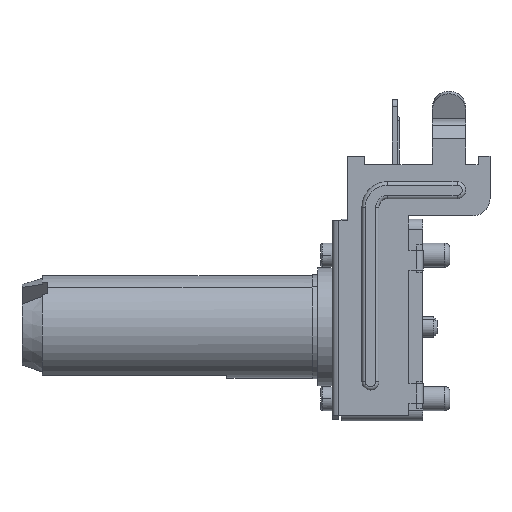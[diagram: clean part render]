
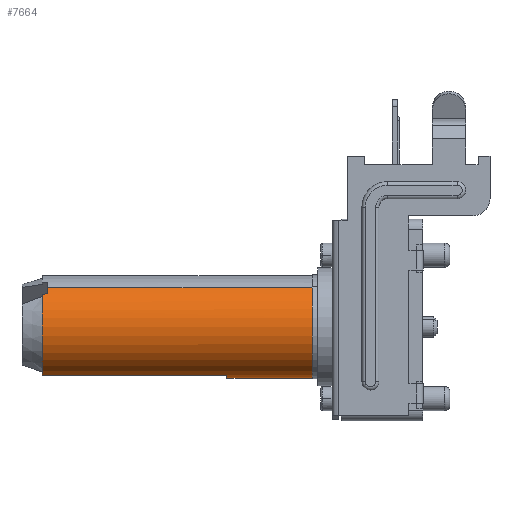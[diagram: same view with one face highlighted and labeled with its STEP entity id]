
A CAD part, left-side view. The second image highlights one B-rep face of the part: STEP entity #7664.
In plain terms, the highlighted cylindrical face has radius 3 mm (diameter 6 mm), a partial arc.
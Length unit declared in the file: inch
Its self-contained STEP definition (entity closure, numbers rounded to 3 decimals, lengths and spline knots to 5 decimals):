
#2109=CARTESIAN_POINT('',(0.,0.06693,0.));
#2110=DIRECTION('',(0.,1.,0.));
#2111=DIRECTION('',(0.643,0.,-0.766));
#2112=AXIS2_PLACEMENT_3D('',#2109,#2110,#2111);
#2119=DIRECTION('',(0.,-1.,0.));
#2120=VECTOR('',#2119,0.61024);
#2121=CARTESIAN_POINT('',(-0.07592,0.67717,
0.09048));
#2122=LINE('',#2121,#2120);
#2123=DIRECTION('',(0.,1.,0.));
#2124=VECTOR('',#2123,0.4252);
#2125=CARTESIAN_POINT('',(-0.0404,0.26378,
-0.11099));
#2126=LINE('',#2125,#2124);
#2127=CARTESIAN_POINT('',(0.,0.67717,0.));
#2128=DIRECTION('',(0.,-1.,0.));
#2129=DIRECTION('',(-0.643,0.,0.766));
#2130=AXIS2_PLACEMENT_3D('',#2127,#2128,#2129);
#2145=CARTESIAN_POINT('',(-0.08994,0.67717,
0.07656));
#2146=CARTESIAN_POINT('',(-0.09037,0.6811,
0.07605));
#2147=CARTESIAN_POINT('',(-0.0908,0.68504,
0.07554));
#2148=CARTESIAN_POINT('',(-0.09122,0.68898,
0.07503));
#2174=CARTESIAN_POINT('',(0.,0.68898,0.));
#2175=DIRECTION('',(0.,-1.,0.));
#2176=DIRECTION('',(-0.772,0.,0.635));
#2177=AXIS2_PLACEMENT_3D('',#2174,#2175,#2176);
#2255=DIRECTION('',(0.,-1.,0.));
#2256=VECTOR('',#2255,0.19685);
#2257=CARTESIAN_POINT('',(0.07592,0.26378,
-0.09048));
#2258=LINE('',#2257,#2256);
#2299=CARTESIAN_POINT('',(0.,0.26378,0.));
#2300=DIRECTION('',(0.,-1.,0.));
#2301=DIRECTION('',(-0.342,0.,-0.94));
#2302=AXIS2_PLACEMENT_3D('',#2299,#2300,#2301);
#4697=CARTESIAN_POINT('',(0.07592,0.06693,
-0.09048));
#4698=CARTESIAN_POINT('',(-0.07592,0.06693,
0.09048));
#4699=VERTEX_POINT('',#4697);
#4700=VERTEX_POINT('',#4698);
#4713=CARTESIAN_POINT('',(-0.07592,0.67717,
0.09048));
#4714=CARTESIAN_POINT('',(-0.08994,0.67717,
0.07656));
#4715=VERTEX_POINT('',#4713);
#4716=VERTEX_POINT('',#4714);
#4717=CARTESIAN_POINT('',(0.07592,0.26378,
-0.09048));
#4718=VERTEX_POINT('',#4717);
#4719=CARTESIAN_POINT('',(-0.0404,0.26378,
-0.11099));
#4720=VERTEX_POINT('',#4719);
#4721=CARTESIAN_POINT('',(-0.0404,0.68898,
-0.11099));
#4722=VERTEX_POINT('',#4721);
#4723=CARTESIAN_POINT('',(-0.09122,0.68898,
0.07503));
#4724=VERTEX_POINT('',#4723);
#7642=CARTESIAN_POINT('',(0.,0.06693,0.));
#7643=DIRECTION('',(0.,1.,0.));
#7644=DIRECTION('',(0.643,0.,-0.766));
#7645=AXIS2_PLACEMENT_3D('',#7642,#7643,#7644);
#7646=CYLINDRICAL_SURFACE('',#7645,0.11811);
#7648=ORIENTED_EDGE('',*,*,#7647,.F.);
#7650=ORIENTED_EDGE('',*,*,#7649,.T.);
#7651=ORIENTED_EDGE('',*,*,#7635,.F.);
#7653=ORIENTED_EDGE('',*,*,#7652,.F.);
#7655=ORIENTED_EDGE('',*,*,#7654,.F.);
#7657=ORIENTED_EDGE('',*,*,#7656,.T.);
#7659=ORIENTED_EDGE('',*,*,#7658,.F.);
#7661=ORIENTED_EDGE('',*,*,#7660,.F.);
#7662=EDGE_LOOP('',(#7648,#7650,#7651,#7653,#7655,#7657,#7659,#7661));
#7663=FACE_OUTER_BOUND('',#7662,.F.);
#7664=ADVANCED_FACE('',(#7663),#7646,.T.);
#2113=CIRCLE('',#2112,0.11811);
#2131=CIRCLE('',#2130,0.11811);
#2149=B_SPLINE_CURVE_WITH_KNOTS('',3,(#2145,#2146,#2147,#2148),.UNSPECIFIED.,
.F.,.F.,(4,4),(0.,1.),.UNSPECIFIED.);
#2178=CIRCLE('',#2177,0.11811);
#2303=CIRCLE('',#2302,0.11811);
#7635=EDGE_CURVE('',#4699,#4700,#2113,.T.);
#7647=EDGE_CURVE('',#4715,#4716,#2131,.T.);
#7649=EDGE_CURVE('',#4715,#4700,#2122,.T.);
#7652=EDGE_CURVE('',#4718,#4699,#2258,.T.);
#7654=EDGE_CURVE('',#4720,#4718,#2303,.T.);
#7656=EDGE_CURVE('',#4720,#4722,#2126,.T.);
#7658=EDGE_CURVE('',#4724,#4722,#2178,.T.);
#7660=EDGE_CURVE('',#4716,#4724,#2149,.T.);
